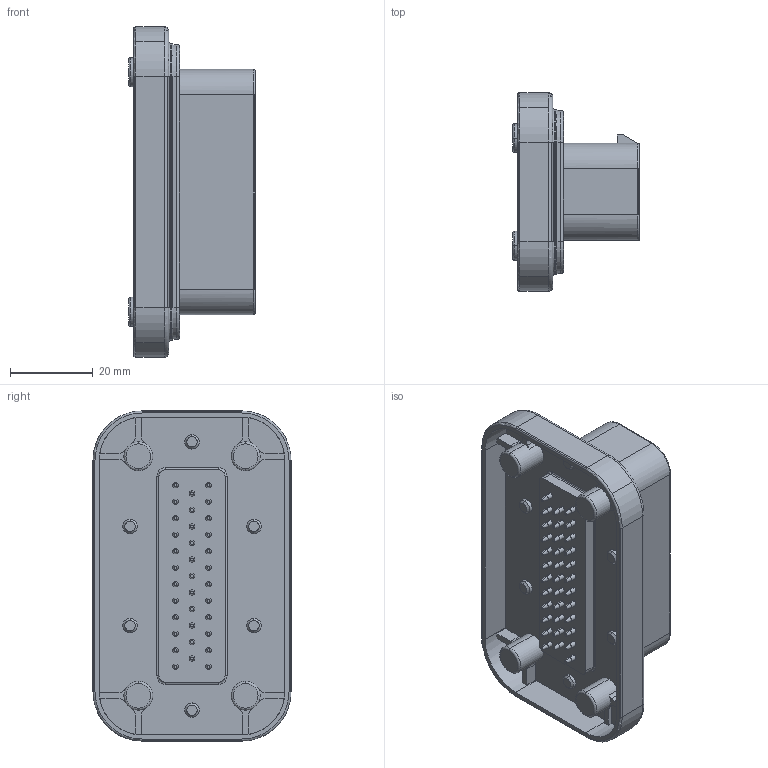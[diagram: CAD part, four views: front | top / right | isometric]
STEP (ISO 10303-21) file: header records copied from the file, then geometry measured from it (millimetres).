
FILE_DESCRIPTION (( 'STEP AP203' ), '1' );
FILE_NAME ('YG1466 35郋眻宒脣釱.STEP', '2022-10-31T04:04:26', ( 'yguser' ), ( 'ygkj' ), 'SwSTEP 2.0', 'SolidWorks 2018', '' );
FILE_SCHEMA (( 'CONFIG_CONTROL_DESIGN' ));
Length unit declared in the file: millimetre
Products named in the file (1): YG1466 35郋眻宒脣釱
Bounding box: 30.75 x 48 x 80 mm (x, y, z)
Volume: 21217.7 mm3; surface area: 21628.9 mm2
Topology: 1 solids, 7 shells, 1256 faces, 3348 edges, 2126 vertices
Faces by surface type: cylinder 630, plane 351, cone 102, sphere 70, bspline 67, torus 36
Entity records: 43453 total; most frequent: CARTESIAN_POINT 12890, DIRECTION 6414, ORIENTED_EDGE 6400, EDGE_CURVE 3200, AXIS2_PLACEMENT_3D 2434, VERTEX_POINT 2056, VECTOR 1546, LINE 1546
